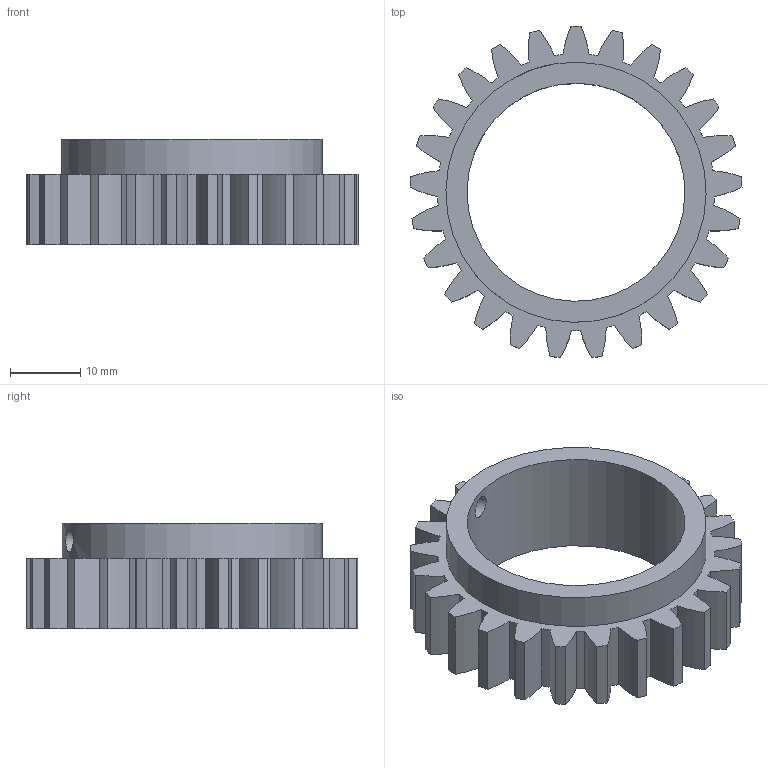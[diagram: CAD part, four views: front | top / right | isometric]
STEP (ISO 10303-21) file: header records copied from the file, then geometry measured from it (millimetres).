
FILE_DESCRIPTION(/* description */ (''),/* implementation_level */ '2;1');
FILE_NAME(/* name */ 'Gear_wheel_2.stp',/* time_stamp */ '2024-04-03T16:36:33+02:00',/* author */ ('s1alknau'),/* organization */ (''),/* preprocessor_version */ 'ST-DEVELOPER v19.2',/* originating_system */ 'Autodesk Inventor 2024',/* authorisation */ '');
FILE_SCHEMA (('AUTOMOTIVE_DESIGN { 1 0 10303 214 3 1 1 }'));
Length unit declared in the file: millimetre
Products named in the file (1): Zahnrad1_2
Bounding box: 47.2 x 47.12 x 15 mm (x, y, z)
Volume: 8937.3 mm3; surface area: 6290.8 mm2
Topology: 1 solids, 1 shells, 106 faces, 309 edges, 206 vertices
Faces by surface type: cylinder 103, plane 3
Full cylindrical faces by diameter (mm): 3.2 x1, 31 x1, 37 x1
Entity records: 3855 total; most frequent: DIRECTION 725, CARTESIAN_POINT 688, ORIENTED_EDGE 618, AXIS2_PLACEMENT_3D 311, EDGE_CURVE 309, VERTEX_POINT 206, CIRCLE 204, EDGE_LOOP 111
